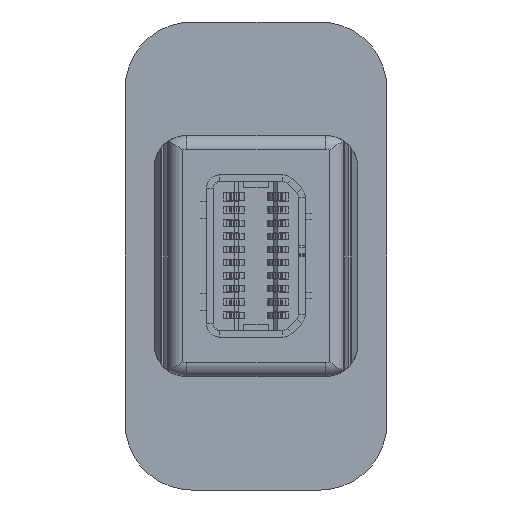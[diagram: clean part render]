
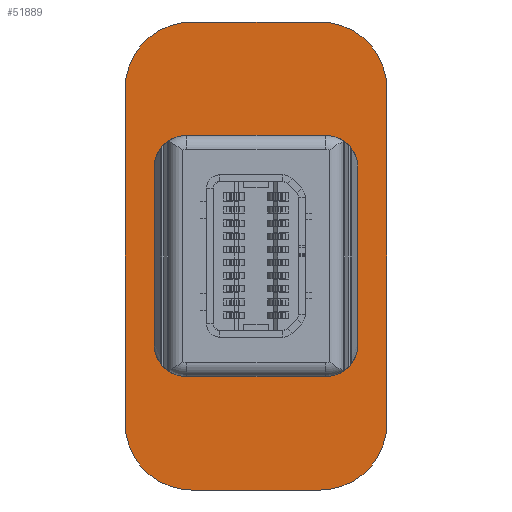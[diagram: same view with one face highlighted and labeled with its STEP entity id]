
A CAD part, left-side view. The second image highlights one B-rep face of the part: STEP entity #51889.
In plain terms, the highlighted planar face has unit normal (-1, 0, 0).
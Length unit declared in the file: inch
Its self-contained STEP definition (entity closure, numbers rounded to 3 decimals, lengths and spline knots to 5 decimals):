
#564 = PLANE ( 'NONE',  #86569 ) ;
#2428 = ORIENTED_EDGE ( 'NONE', *, *, #7582, .F. ) ;
#3706 = DIRECTION ( 'NONE',  ( 0., 0., 1. ) ) ;
#6985 = CIRCLE ( 'NONE', #123406, 0.12 ) ;
#7582 = EDGE_CURVE ( 'NONE', #96141, #54386, #145589, .T. ) ;
#7911 = ORIENTED_EDGE ( 'NONE', *, *, #141591, .F. ) ;
#10820 = VECTOR ( 'NONE', #33254, 39.37008 ) ;
#12636 = DIRECTION ( 'NONE',  ( 1., 0., 0. ) ) ;
#14771 = EDGE_LOOP ( 'NONE', ( #69736, #21648 ) ) ;
#16329 = ORIENTED_EDGE ( 'NONE', *, *, #126090, .F. ) ;
#16968 = CARTESIAN_POINT ( 'NONE',  ( -0.89, 0.235, 0.3 ) ) ;
#18354 = VECTOR ( 'NONE', #53812, 39.37008 ) ;
#18933 = AXIS2_PLACEMENT_3D ( 'NONE', #143183, #37185, #73744 ) ;
#21648 = ORIENTED_EDGE ( 'NONE', *, *, #63333, .F. ) ;
#23376 = DIRECTION ( 'NONE',  ( 0., 0., 1. ) ) ;
#25777 = EDGE_CURVE ( 'NONE', #34564, #36904, #6985, .T. ) ;
#25821 = AXIS2_PLACEMENT_3D ( 'NONE', #108259, #109243, #40722 ) ;
#28340 = VERTEX_POINT ( 'NONE', #101046 ) ;
#33254 = DIRECTION ( 'NONE',  ( 0., 0., -1. ) ) ;
#34564 = VERTEX_POINT ( 'NONE', #103163 ) ;
#36904 = VERTEX_POINT ( 'NONE', #97026 ) ;
#37185 = DIRECTION ( 'NONE',  ( 1., 0., 0. ) ) ;
#38634 = FACE_OUTER_BOUND ( 'NONE', #86428, .T. ) ;
#38670 = CARTESIAN_POINT ( 'NONE',  ( -0.89, 0., -0.156 ) ) ;
#39741 = CARTESIAN_POINT ( 'NONE',  ( -0.89, 0.115, 0.3 ) ) ;
#40039 = ORIENTED_EDGE ( 'NONE', *, *, #98631, .F. ) ;
#40722 = DIRECTION ( 'NONE',  ( 0., 0., 1. ) ) ;
#43633 = CARTESIAN_POINT ( 'NONE',  ( -0.89, -0.115, 0.42 ) ) ;
#45821 = CARTESIAN_POINT ( 'NONE',  ( -0.89, 0.115, -0.42 ) ) ;
#46966 = CIRCLE ( 'NONE', #18933, 0.12 ) ;
#48845 = EDGE_CURVE ( 'NONE', #28340, #34564, #79992, .T. ) ;
#51847 = VERTEX_POINT ( 'NONE', #45821 ) ;
#51889 = ADVANCED_FACE ( 'NONE', ( #102109, #38634 ), #564, .T. ) ;
#53812 = DIRECTION ( 'NONE',  ( 0., -1., 0. ) ) ;
#54386 = VERTEX_POINT ( 'NONE', #85505 ) ;
#57081 = ORIENTED_EDGE ( 'NONE', *, *, #116956, .F. ) ;
#60447 = CIRCLE ( 'NONE', #79134, 0.12 ) ;
#60971 = CARTESIAN_POINT ( 'NONE',  ( -0.89, 0., 0. ) ) ;
#63333 = EDGE_CURVE ( 'NONE', #104937, #135924, #140112, .T. ) ;
#65430 = VERTEX_POINT ( 'NONE', #106123 ) ;
#67243 = DIRECTION ( 'NONE',  ( 0., 0., 1. ) ) ;
#68659 = EDGE_CURVE ( 'NONE', #135924, #104937, #124694, .T. ) ;
#69736 = ORIENTED_EDGE ( 'NONE', *, *, #68659, .F. ) ;
#70049 = AXIS2_PLACEMENT_3D ( 'NONE', #109807, #109310, #67243 ) ;
#72217 = CARTESIAN_POINT ( 'NONE',  ( -0.89, 0., 0.156 ) ) ;
#73744 = DIRECTION ( 'NONE',  ( 0., 0., 1. ) ) ;
#79134 = AXIS2_PLACEMENT_3D ( 'NONE', #39741, #144288, #3706 ) ;
#79992 = LINE ( 'NONE', #115414, #10820 ) ;
#82362 = CARTESIAN_POINT ( 'NONE',  ( -0.89, -0.115, -0.3 ) ) ;
#85505 = CARTESIAN_POINT ( 'NONE',  ( -0.89, -0.115, 0.42 ) ) ;
#86428 = EDGE_LOOP ( 'NONE', ( #93877, #57081, #110542, #131281, #40039, #2428, #7911, #16329 ) ) ;
#86569 = AXIS2_PLACEMENT_3D ( 'NONE', #105647, #128502, #23376 ) ;
#90424 = VERTEX_POINT ( 'NONE', #93006 ) ;
#93006 = CARTESIAN_POINT ( 'NONE',  ( -0.89, 0.235, 0.3 ) ) ;
#93877 = ORIENTED_EDGE ( 'NONE', *, *, #137062, .F. ) ;
#94061 = CARTESIAN_POINT ( 'NONE',  ( -0.89, -0.115, -0.42 ) ) ;
#96141 = VERTEX_POINT ( 'NONE', #141007 ) ;
#96344 = LINE ( 'NONE', #16968, #130829 ) ;
#97026 = CARTESIAN_POINT ( 'NONE',  ( -0.89, -0.115, -0.42 ) ) ;
#98631 = EDGE_CURVE ( 'NONE', #54386, #28340, #123343, .T. ) ;
#101046 = CARTESIAN_POINT ( 'NONE',  ( -0.89, -0.235, 0.3 ) ) ;
#102109 = FACE_BOUND ( 'NONE', #14771, .T. ) ;
#103163 = CARTESIAN_POINT ( 'NONE',  ( -0.89, -0.235, -0.3 ) ) ;
#104586 = DIRECTION ( 'NONE',  ( 0., 0., -1. ) ) ;
#104937 = VERTEX_POINT ( 'NONE', #72217 ) ;
#105647 = CARTESIAN_POINT ( 'NONE',  ( -0.89, 0.115, -0.3 ) ) ;
#106123 = CARTESIAN_POINT ( 'NONE',  ( -0.89, 0.235, -0.3 ) ) ;
#107558 = DIRECTION ( 'NONE',  ( 0., 0., 1. ) ) ;
#108259 = CARTESIAN_POINT ( 'NONE',  ( -0.89, -0.115, 0.3 ) ) ;
#109243 = DIRECTION ( 'NONE',  ( 1., 0., 0. ) ) ;
#109310 = DIRECTION ( 'NONE',  ( -1., 0., 0. ) ) ;
#109807 = CARTESIAN_POINT ( 'NONE',  ( -0.89, 0., 0. ) ) ;
#110542 = ORIENTED_EDGE ( 'NONE', *, *, #25777, .F. ) ;
#115414 = CARTESIAN_POINT ( 'NONE',  ( -0.89, -0.235, 0.3 ) ) ;
#116397 = AXIS2_PLACEMENT_3D ( 'NONE', #60971, #119720, #107558 ) ;
#116956 = EDGE_CURVE ( 'NONE', #36904, #51847, #129595, .T. ) ;
#117299 = DIRECTION ( 'NONE',  ( 0., 1., 0. ) ) ;
#119720 = DIRECTION ( 'NONE',  ( -1., 0., 0. ) ) ;
#121591 = DIRECTION ( 'NONE',  ( 0., 0., 1. ) ) ;
#123343 = CIRCLE ( 'NONE', #25821, 0.12 ) ;
#123406 = AXIS2_PLACEMENT_3D ( 'NONE', #82362, #12636, #104586 ) ;
#124694 = CIRCLE ( 'NONE', #116397, 0.156 ) ;
#126090 = EDGE_CURVE ( 'NONE', #65430, #90424, #96344, .T. ) ;
#127837 = VECTOR ( 'NONE', #117299, 39.37008 ) ;
#128502 = DIRECTION ( 'NONE',  ( -1., 0., 0. ) ) ;
#129595 = LINE ( 'NONE', #94061, #127837 ) ;
#130829 = VECTOR ( 'NONE', #121591, 39.37008 ) ;
#131281 = ORIENTED_EDGE ( 'NONE', *, *, #48845, .F. ) ;
#135924 = VERTEX_POINT ( 'NONE', #38670 ) ;
#137062 = EDGE_CURVE ( 'NONE', #51847, #65430, #46966, .T. ) ;
#140112 = CIRCLE ( 'NONE', #70049, 0.156 ) ;
#141007 = CARTESIAN_POINT ( 'NONE',  ( -0.89, 0.115, 0.42 ) ) ;
#141591 = EDGE_CURVE ( 'NONE', #90424, #96141, #60447, .T. ) ;
#143183 = CARTESIAN_POINT ( 'NONE',  ( -0.89, 0.115, -0.3 ) ) ;
#144288 = DIRECTION ( 'NONE',  ( 1., 0., 0. ) ) ;
#145589 = LINE ( 'NONE', #43633, #18354 ) ;
